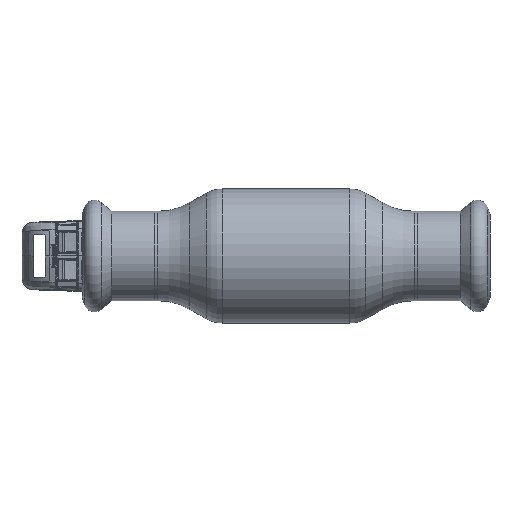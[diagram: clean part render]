
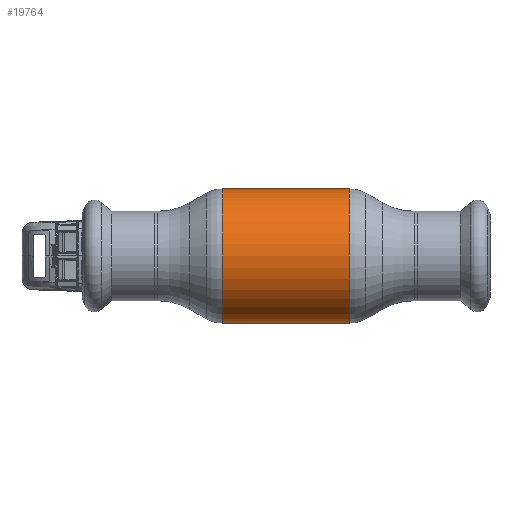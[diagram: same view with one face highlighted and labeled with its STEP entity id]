
A CAD part, front view. The second image highlights one B-rep face of the part: STEP entity #19764.
In plain terms, the highlighted cylindrical face has radius 19 mm (diameter 38 mm), a partial arc.
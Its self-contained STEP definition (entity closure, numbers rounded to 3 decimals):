
#2582 = DIRECTION ( 'NONE',  ( 0., 0., 1. ) ) ;
#3080 = VECTOR ( 'NONE', #20105, 1000. ) ;
#3105 = CARTESIAN_POINT ( 'NONE',  ( -18.088, 0., 19. ) ) ;
#4579 = CARTESIAN_POINT ( 'NONE',  ( -18.088, 0., -19. ) ) ;
#4792 = DIRECTION ( 'NONE',  ( -1., 0., 0. ) ) ;
#9031 = CIRCLE ( 'NONE', #18638, 19. ) ;
#11254 = CARTESIAN_POINT ( 'NONE',  ( 18.088, 0., 19. ) ) ;
#12230 = CARTESIAN_POINT ( 'NONE',  ( 18.088, 0., 0. ) ) ;
#16025 = ORIENTED_EDGE ( 'NONE', *, *, #33619, .F. ) ;
#18221 = EDGE_CURVE ( 'NONE', #32044, #27039, #9031, .T. ) ;
#18638 = AXIS2_PLACEMENT_3D ( 'NONE', #12230, #31139, #2582 ) ;
#19357 = DIRECTION ( 'NONE',  ( 0., 0., 1. ) ) ;
#19764 = ADVANCED_FACE ( 'NONE', ( #25243 ), #41646, .T. ) ;
#20105 = DIRECTION ( 'NONE',  ( -1., 0., 0. ) ) ;
#20427 = ORIENTED_EDGE ( 'NONE', *, *, #54190, .F. ) ;
#22010 = DIRECTION ( 'NONE',  ( -1., 0., 0. ) ) ;
#22775 = AXIS2_PLACEMENT_3D ( 'NONE', #61927, #4792, #19357 ) ;
#23976 = EDGE_CURVE ( 'NONE', #27039, #42064, #59786, .T. ) ;
#25243 = FACE_OUTER_BOUND ( 'NONE', #45154, .T. ) ;
#26031 = CIRCLE ( 'NONE', #41227, 19. ) ;
#26954 = LINE ( 'NONE', #43441, #3080 ) ;
#27039 = VERTEX_POINT ( 'NONE', #11254 ) ;
#28300 = VERTEX_POINT ( 'NONE', #4579 ) ;
#31139 = DIRECTION ( 'NONE',  ( -1., 0., 0. ) ) ;
#32044 = VERTEX_POINT ( 'NONE', #61293 ) ;
#33619 = EDGE_CURVE ( 'NONE', #32044, #28300, #26954, .T. ) ;
#33930 = CARTESIAN_POINT ( 'NONE',  ( -18.088, 0., 0. ) ) ;
#41227 = AXIS2_PLACEMENT_3D ( 'NONE', #33930, #43326, #42904 ) ;
#41646 = CYLINDRICAL_SURFACE ( 'NONE', #22775, 19. ) ;
#42064 = VERTEX_POINT ( 'NONE', #3105 ) ;
#42904 = DIRECTION ( 'NONE',  ( 0., 0., 1. ) ) ;
#43326 = DIRECTION ( 'NONE',  ( -1., 0., 0. ) ) ;
#43441 = CARTESIAN_POINT ( 'NONE',  ( -62.69, 0., -19. ) ) ;
#45154 = EDGE_LOOP ( 'NONE', ( #16025, #54780, #46949, #20427 ) ) ;
#46949 = ORIENTED_EDGE ( 'NONE', *, *, #23976, .T. ) ;
#47069 = VECTOR ( 'NONE', #22010, 1000. ) ;
#50336 = CARTESIAN_POINT ( 'NONE',  ( -62.69, 0., 19. ) ) ;
#54190 = EDGE_CURVE ( 'NONE', #28300, #42064, #26031, .T. ) ;
#54780 = ORIENTED_EDGE ( 'NONE', *, *, #18221, .T. ) ;
#59786 = LINE ( 'NONE', #50336, #47069 ) ;
#61293 = CARTESIAN_POINT ( 'NONE',  ( 18.088, 0., -19. ) ) ;
#61927 = CARTESIAN_POINT ( 'NONE',  ( -62.69, 0., 0. ) ) ;
